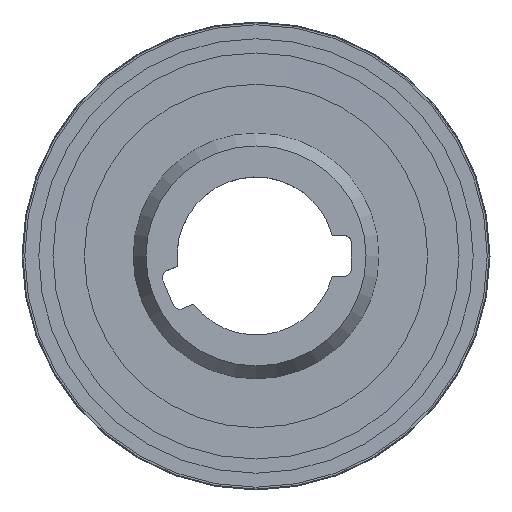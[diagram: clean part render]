
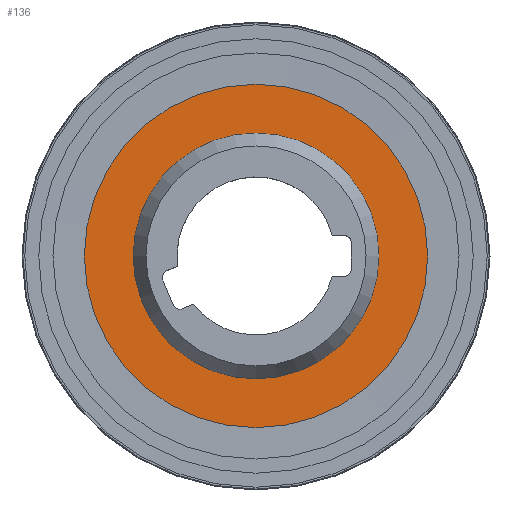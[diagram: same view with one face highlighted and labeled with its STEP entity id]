
A CAD part, top view. The second image highlights one B-rep face of the part: STEP entity #136.
In plain terms, the highlighted planar face has unit normal (0, 0, 1).
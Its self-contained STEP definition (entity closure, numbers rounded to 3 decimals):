
#136=ADVANCED_FACE('',(#191,#192),#178,.F.);
#178=PLANE('',#677);
#191=FACE_BOUND('',#253,.T.);
#192=FACE_BOUND('',#254,.T.);
#253=EDGE_LOOP('',(#380));
#254=EDGE_LOOP('',(#381));
#330=CIRCLE('',#674,21.);
#331=CIRCLE('',#676,38.5);
#380=ORIENTED_EDGE('',*,*,#564,.T.);
#381=ORIENTED_EDGE('',*,*,#565,.F.);
#510=VERTEX_POINT('',#940);
#511=VERTEX_POINT('',#943);
#564=EDGE_CURVE('',#510,#510,#330,.T.);
#565=EDGE_CURVE('',#511,#511,#331,.T.);
#674=AXIS2_PLACEMENT_3D('',#939,#757,#758);
#676=AXIS2_PLACEMENT_3D('',#942,#761,#762);
#677=AXIS2_PLACEMENT_3D('',#944,#763,#764);
#757=DIRECTION('',(0.,0.,-1.));
#758=DIRECTION('',(-1.,0.,0.));
#761=DIRECTION('',(0.,0.,-1.));
#762=DIRECTION('',(-1.,0.,0.));
#763=DIRECTION('',(0.,0.,-1.));
#764=DIRECTION('',(-1.,0.,0.));
#939=CARTESIAN_POINT('',(0.,0.,2.2));
#940=CARTESIAN_POINT('',(-21.,0.,2.2));
#942=CARTESIAN_POINT('',(0.,0.,2.2));
#943=CARTESIAN_POINT('',(-38.5,0.,2.2));
#944=CARTESIAN_POINT('',(21.,0.,2.2));
